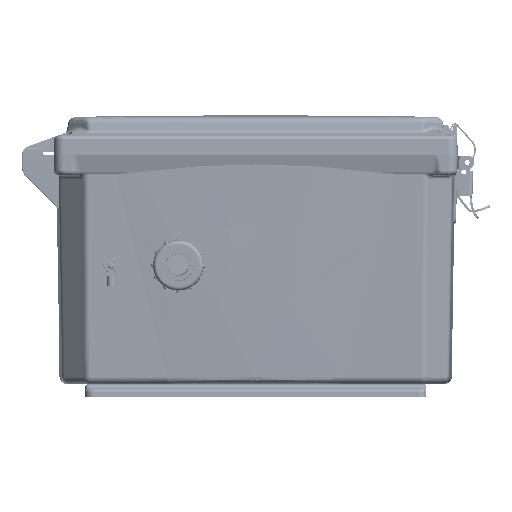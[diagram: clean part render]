
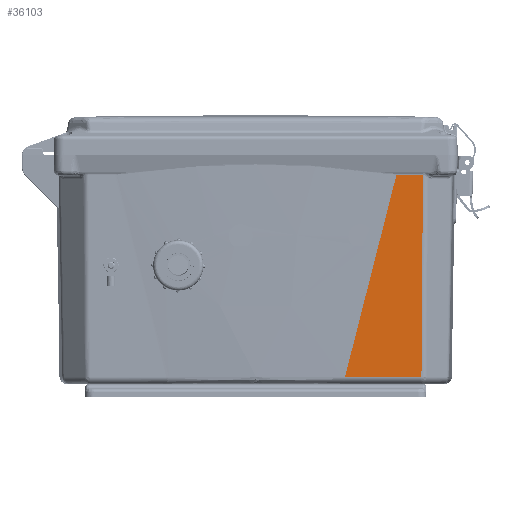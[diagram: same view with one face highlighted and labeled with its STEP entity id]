
A CAD part, front view. The second image highlights one B-rep face of the part: STEP entity #36103.
In plain terms, the highlighted face is planar.
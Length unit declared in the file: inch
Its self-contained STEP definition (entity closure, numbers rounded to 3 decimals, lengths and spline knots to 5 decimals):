
#3807 = DIRECTION ( 'NONE',  ( 0., 0., 1. ) ) ;
#14247 = VECTOR ( 'NONE', #3807, 39.37008 ) ;
#30664 = ORIENTED_EDGE ( 'NONE', *, *, #112624, .F. ) ;
#36103 = ADVANCED_FACE ( 'NONE', ( #69215 ), #53645, .T. ) ;
#37247 = LINE ( 'NONE', #140646, #125301 ) ;
#37349 = CARTESIAN_POINT ( 'NONE',  ( -0.50592, -6.13617, 5.68956 ) ) ;
#38518 = CARTESIAN_POINT ( 'NONE',  ( -5.77332, -6.04423, -2.3301 ) ) ;
#39938 = CARTESIAN_POINT ( 'NONE',  ( -0.50592, -6.13617, -4.35952 ) ) ;
#43264 = CARTESIAN_POINT ( 'NONE',  ( -0.50592, -6.13617, -3.67049 ) ) ;
#53645 = PLANE ( 'NONE',  #93159 ) ;
#54901 = VERTEX_POINT ( 'NONE', #43264 ) ;
#57029 = CARTESIAN_POINT ( 'NONE',  ( 0., -6.145, 5.68956 ) ) ;
#58268 = B_SPLINE_CURVE_WITH_KNOTS ( 'NONE', 3,
 ( #76766, #156673, #101962, #38518 ),
 .UNSPECIFIED., .F., .F.,
 ( 4, 4 ),
 ( 0., 1. ),
 .UNSPECIFIED. ) ;
#67547 = EDGE_CURVE ( 'NONE', #79006, #54901, #103396, .T. ) ;
#69215 = FACE_OUTER_BOUND ( 'NONE', #165483, .T. ) ;
#71545 = LINE ( 'NONE', #165336, #14247 ) ;
#74621 = DIRECTION ( 'NONE',  ( 1., -0.017, -0.007 ) ) ;
#76766 = CARTESIAN_POINT ( 'NONE',  ( -0.50592, -6.13617, -3.67049 ) ) ;
#79006 = VERTEX_POINT ( 'NONE', #39938 ) ;
#88521 = CARTESIAN_POINT ( 'NONE',  ( -5.77332, -6.04423, -4.32143 ) ) ;
#92692 = DIRECTION ( 'NONE',  ( 1., -0.017, 0. ) ) ;
#93159 = AXIS2_PLACEMENT_3D ( 'NONE', #57029, #110075, #92692 ) ;
#101962 = CARTESIAN_POINT ( 'NONE',  ( -4.4098, -6.06803, -2.67531 ) ) ;
#102522 = ORIENTED_EDGE ( 'NONE', *, *, #165749, .T. ) ;
#103396 = LINE ( 'NONE', #37349, #158284 ) ;
#105550 = VERTEX_POINT ( 'NONE', #143665 ) ;
#110075 = DIRECTION ( 'NONE',  ( -0.017, -1., 0. ) ) ;
#110414 = ORIENTED_EDGE ( 'NONE', *, *, #148915, .T. ) ;
#112624 = EDGE_CURVE ( 'NONE', #130170, #105550, #71545, .T. ) ;
#125301 = VECTOR ( 'NONE', #74621, 39.37008 ) ;
#130170 = VERTEX_POINT ( 'NONE', #88521 ) ;
#131098 = ORIENTED_EDGE ( 'NONE', *, *, #67547, .T. ) ;
#140646 = CARTESIAN_POINT ( 'NONE',  ( -5.77332, -6.04423, -4.32143 ) ) ;
#143320 = DIRECTION ( 'NONE',  ( 0., 0., 1. ) ) ;
#143665 = CARTESIAN_POINT ( 'NONE',  ( -5.77332, -6.04423, -2.3301 ) ) ;
#148915 = EDGE_CURVE ( 'NONE', #130170, #79006, #37247, .T. ) ;
#156673 = CARTESIAN_POINT ( 'NONE',  ( -2.654, -6.09867, -3.12211 ) ) ;
#158284 = VECTOR ( 'NONE', #143320, 39.37008 ) ;
#165336 = CARTESIAN_POINT ( 'NONE',  ( -5.77332, -6.04423, 8.7437 ) ) ;
#165483 = EDGE_LOOP ( 'NONE', ( #110414, #131098, #102522, #30664 ) ) ;
#165749 = EDGE_CURVE ( 'NONE', #54901, #105550, #58268, .T. ) ;
